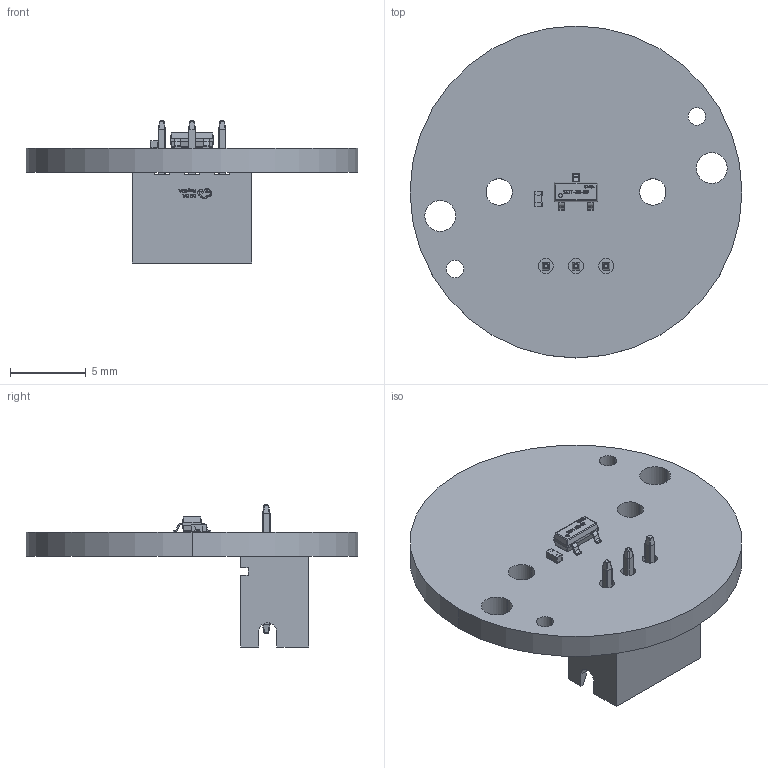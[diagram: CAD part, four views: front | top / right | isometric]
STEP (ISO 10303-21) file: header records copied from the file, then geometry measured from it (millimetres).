
FILE_DESCRIPTION(('Designed by EasyEDA Pro'),'2;1');
FILE_NAME('Open CASCADE Shape Model','2025-10-28T10:46:13',('Author'),( 'Open CASCADE'),'Open CASCADE STEP processor 7.8','Open CASCADE 7.8' ,'Unknown');
FILE_SCHEMA(('AUTOMOTIVE_DESIGN { 1 0 10303 214 1 1 1 1 }'));
Length unit declared in the file: millimetre
Products named in the file (12): EasyEDA PCB Model~YJ6E; Board~YJ6E; TopCopper~YJ6E; BottomCopper~YJ6E; TopFpcStiffener~YJ6E; BottomFpcStiffener~YJ6E; C1~C0402~C0402_L1.0-W0.5-H0.5~YJ6E; C0402~C0402_L1.0-W0.5-H0.5~YJ6E; U1~SOT-23-3_L2.9-W1.3-P1.90-LS2.4-BR~SOT-23-3P_
L2.9-W1.3-H1.0-LS2.4-P0.95~YJ6E; SOT-23-3_L2.9-W1.3-P1.90-LS2.4-BR~SOT-23-3P_
L2.9-W1.3-H1.0-LS2.4-P0.95~YJ6E; CN17~CONN-TH_B3B-PH-K-S~CONN-TH_B3B-PH-K-S~YJ6E; CONN-TH_B3B-PH-K-S~CONN-TH_B3B-PH-K-S~YJ6E
Assembly tree (11 placements, depth 3):
  EasyEDA PCB Model~YJ6E
    Board~YJ6E
    TopCopper~YJ6E
    BottomCopper~YJ6E
    TopFpcStiffener~YJ6E
    BottomFpcStiffener~YJ6E
    C1~C0402~C0402_L1.0-W0.5-H0.5~YJ6E
      C0402~C0402_L1.0-W0.5-H0.5~YJ6E
    U1~SOT-23-3_L2.9-W1.3-P1.90-LS2.4-BR~SOT-23-3P_
L2.9-W1.3-H1.0-LS2.4-P0.95~YJ6E
      SOT-23-3_L2.9-W1.3-P1.90-LS2.4-BR~SOT-23-3P_
L2.9-W1.3-H1.0-LS2.4-P0.95~YJ6E
    CN17~CONN-TH_B3B-PH-K-S~CONN-TH_B3B-PH-K-S~YJ6E
      CONN-TH_B3B-PH-K-S~CONN-TH_B3B-PH-K-S~YJ6E
Bounding box: 21.97 x 21.97 x 9.4 mm (x, y, z)
Volume: 682.1 mm3; surface area: 1265.2 mm2
Topology: 20 solids, 20 shells, 1412 faces, 3649 edges, 2331 vertices
Faces by surface type: plane 733, bspline 378, cylinder 222, sphere 55, torus 24
Entity records: 61301 total; most frequent: CARTESIAN_POINT 17216, ORIENTED_EDGE 7270, DIRECTION 5183, EDGE_CURVE 3635, VERTEX_POINT 2331, LINE 2323, VECTOR 2323, FACE_BOUND 1514
